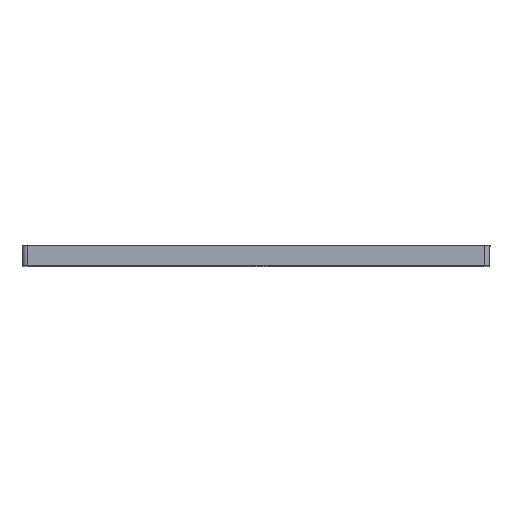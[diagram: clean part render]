
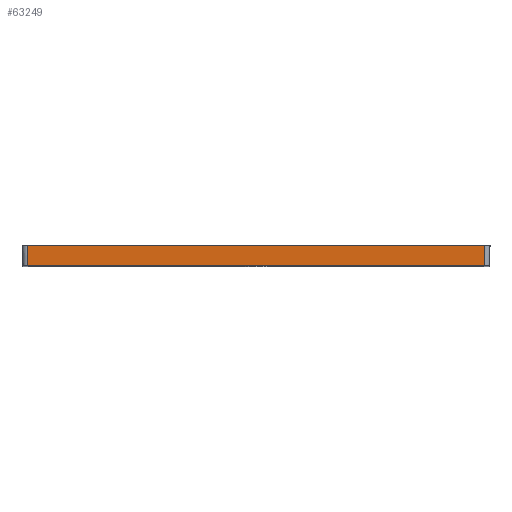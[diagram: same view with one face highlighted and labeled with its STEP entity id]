
A CAD part, top view. The second image highlights one B-rep face of the part: STEP entity #63249.
In plain terms, the highlighted planar face has unit normal (0, -0.035, 0.999).
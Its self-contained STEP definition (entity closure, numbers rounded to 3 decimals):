
#52=DIRECTION('',(-1.,0.,0.));
#53=VECTOR('',#52,182.444);
#54=CARTESIAN_POINT('',(184.714,0.335,-0.271));
#55=LINE('',#54,#53);
#56=DIRECTION('',(-0.035,0.999,0.035));
#57=VECTOR('',#56,8.01);
#58=CARTESIAN_POINT('',(2.27,0.335,-0.271));
#59=LINE('',#58,#57);
#60=DIRECTION('',(-0.035,-0.999,-0.035));
#61=VECTOR('',#60,8.01);
#62=CARTESIAN_POINT('',(184.993,8.335,0.008));
#63=LINE('',#62,#61);
#69=CARTESIAN_POINT('',(2.27,0.335,-0.271));
#134=CARTESIAN_POINT('',(184.993,8.335,0.008));
#136=DIRECTION('',(-1.,0.,0.));
#137=VECTOR('',#136,183.002);
#138=CARTESIAN_POINT('',(184.993,8.335,0.008));
#139=LINE('',#138,#137);
#55256=VERTEX_POINT('',#69);
#55257=CARTESIAN_POINT('',(184.714,0.335,
-0.271));
#55258=VERTEX_POINT('',#55257);
#60445=VERTEX_POINT('',#134);
#60446=CARTESIAN_POINT('',(1.991,8.335,
0.008));
#60447=VERTEX_POINT('',#60446);
#63236=CARTESIAN_POINT('',(93.492,4.335,
-0.132));
#63237=DIRECTION('',(0.,-0.035,0.999));
#63238=DIRECTION('',(-1.,0.,0.));
#63239=AXIS2_PLACEMENT_3D('',#63236,#63237,#63238);
#63240=PLANE('',#63239);
#63241=ORIENTED_EDGE('',*,*,#63171,.T.);
#63243=ORIENTED_EDGE('',*,*,#63242,.T.);
#63245=ORIENTED_EDGE('',*,*,#63244,.F.);
#63246=ORIENTED_EDGE('',*,*,#63227,.T.);
#63247=EDGE_LOOP('',(#63241,#63243,#63245,#63246));
#63248=FACE_OUTER_BOUND('',#63247,.F.);
#63249=ADVANCED_FACE('',(#63248),#63240,.T.);
#63171=EDGE_CURVE('',#55258,#55256,#55,.T.);
#63227=EDGE_CURVE('',#60445,#55258,#63,.T.);
#63242=EDGE_CURVE('',#55256,#60447,#59,.T.);
#63244=EDGE_CURVE('',#60445,#60447,#139,.T.);
